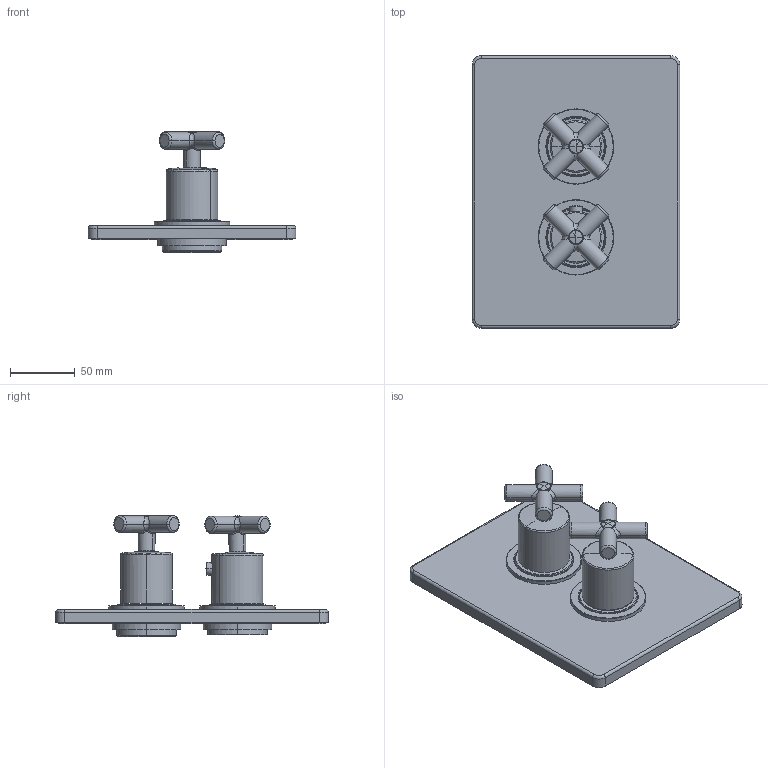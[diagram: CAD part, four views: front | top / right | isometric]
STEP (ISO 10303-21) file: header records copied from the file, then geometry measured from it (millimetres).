
FILE_DESCRIPTION(('CATIA V5 STEP Exchange','CAx-IF Rec.Pracs.--- Model Styling and Organization---1.5--- 2016-08-15','CAx-IF Rec.Pracs.---Supplemental Geometry---1.0---2011-11-01','CAx-IF Rec.Pracs.--- Composite Materials ---3.4---2017-06-13','CAx-IF Rec.Pracs.---Tessellated 3D Geometry---1.0---2015-12-17'),'2;1');
FILE_NAME('SU018100 x Rendering.stp','2024-01-31T15:10:12+00:00',('none'),('none'),'CATIA Version 5-6 Release 2020 SP2','CATIA V5 STEP AP242 v2','none');
FILE_SCHEMA(('AP242_MANAGED_MODEL_BASED_3D_ENGINEERING_MIM_LF {1 0 10303 442 1 1 4}'));
Products named in the file (1): SU018100_ASM_AllCATPart
Bounding box: 160 x 210 x 93.6 mm (x, y, z)
Volume: 252504.3 mm3; surface area: 198230.2 mm2
Topology: 23 solids, 45 shells, 1545 faces, 4262 edges, 2790 vertices
Faces by surface type: plane 834, cylinder 436, torus 126, cone 86, bspline 57, sphere 6
Entity records: 53125 total; most frequent: CARTESIAN_POINT 18619, ORIENTED_EDGE 8406, DIRECTION 4952, EDGE_CURVE 4248, VERTEX_POINT 2790, VECTOR 2095, LINE 2095, AXIS2_PLACEMENT_3D 2016
